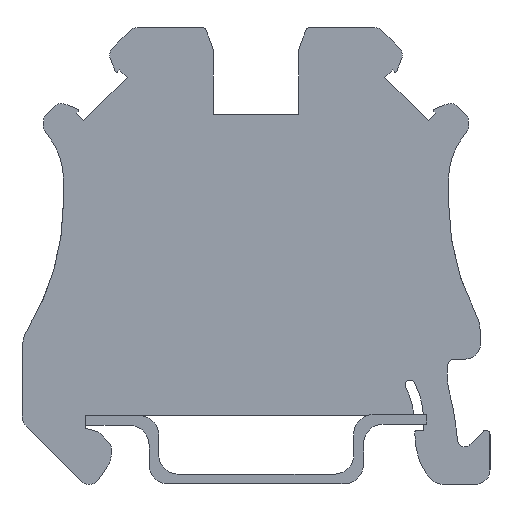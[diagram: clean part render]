
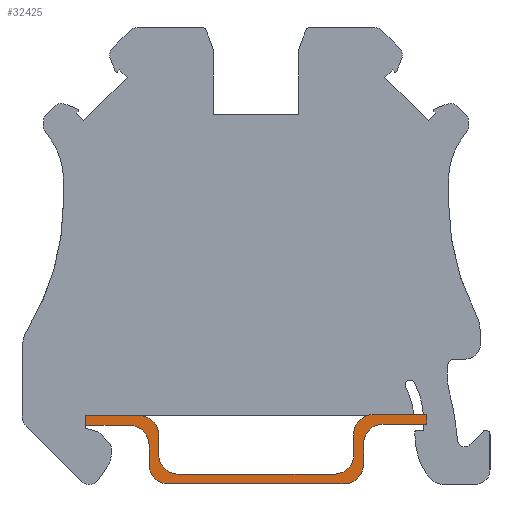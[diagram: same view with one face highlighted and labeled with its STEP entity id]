
A CAD part, left-side view. The second image highlights one B-rep face of the part: STEP entity #32425.
In plain terms, the highlighted planar face has unit normal (-1, 0, 0).
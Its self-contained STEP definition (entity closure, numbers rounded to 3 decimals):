
#970=CIRCLE('',#34277,2.);
#972=CIRCLE('',#34281,2.);
#1002=CIRCLE('',#34313,2.);
#1004=CIRCLE('',#34317,2.);
#1006=CIRCLE('',#34323,2.);
#1008=CIRCLE('',#34327,2.);
#1038=CIRCLE('',#34359,2.);
#1040=CIRCLE('',#34363,2.);
#2811=FACE_OUTER_BOUND('',#4631,.T.);
#4631=EDGE_LOOP('',(#21341,#21342,#21343,#21344,#21345,#21346,#21347,#21348,
#21349,#21350,#21351,#21352,#21353,#21354,#21355,#21356,#21357,#21358,#21359,
#21360));
#6475=LINE('',#47879,#9603);
#6480=LINE('',#47892,#9608);
#6484=LINE('',#47904,#9612);
#6516=LINE('',#48028,#9644);
#6520=LINE('',#48040,#9648);
#6523=LINE('',#48046,#9651);
#6526=LINE('',#48052,#9654);
#6530=LINE('',#48064,#9658);
#6534=LINE('',#48076,#9662);
#6566=LINE('',#48200,#9694);
#6570=LINE('',#48212,#9698);
#6572=LINE('',#48215,#9700);
#9603=VECTOR('',#37770,1.);
#9608=VECTOR('',#37783,1.);
#9612=VECTOR('',#37795,1.);
#9644=VECTOR('',#37891,1.);
#9648=VECTOR('',#37903,1.);
#9651=VECTOR('',#37908,1.);
#9654=VECTOR('',#37913,1.);
#9658=VECTOR('',#37925,1.);
#9662=VECTOR('',#37937,1.);
#9694=VECTOR('',#38033,1.);
#9698=VECTOR('',#38045,1.);
#9700=VECTOR('',#38049,1.);
#12731=VERTEX_POINT('',#47876);
#12732=VERTEX_POINT('',#47878);
#12734=VERTEX_POINT('',#47884);
#12736=VERTEX_POINT('',#47890);
#12738=VERTEX_POINT('',#47896);
#12740=VERTEX_POINT('',#47902);
#12798=VERTEX_POINT('',#48020);
#12800=VERTEX_POINT('',#48026);
#12802=VERTEX_POINT('',#48032);
#12804=VERTEX_POINT('',#48038);
#12806=VERTEX_POINT('',#48044);
#12808=VERTEX_POINT('',#48050);
#12810=VERTEX_POINT('',#48056);
#12812=VERTEX_POINT('',#48062);
#12814=VERTEX_POINT('',#48068);
#12816=VERTEX_POINT('',#48074);
#12874=VERTEX_POINT('',#48192);
#12876=VERTEX_POINT('',#48198);
#12878=VERTEX_POINT('',#48204);
#12880=VERTEX_POINT('',#48210);
#16071=EDGE_CURVE('',#12732,#12731,#6475,.T.);
#16075=EDGE_CURVE('',#12731,#12734,#970,.T.);
#16078=EDGE_CURVE('',#12734,#12736,#6480,.T.);
#16081=EDGE_CURVE('',#12736,#12738,#972,.T.);
#16084=EDGE_CURVE('',#12738,#12740,#6484,.T.);
#16143=EDGE_CURVE('',#12740,#12798,#1002,.T.);
#16146=EDGE_CURVE('',#12798,#12800,#6516,.T.);
#16149=EDGE_CURVE('',#12800,#12802,#1004,.T.);
#16152=EDGE_CURVE('',#12802,#12804,#6520,.T.);
#16155=EDGE_CURVE('',#12804,#12806,#6523,.T.);
#16158=EDGE_CURVE('',#12806,#12808,#6526,.T.);
#16161=EDGE_CURVE('',#12808,#12810,#1006,.T.);
#16164=EDGE_CURVE('',#12810,#12812,#6530,.T.);
#16167=EDGE_CURVE('',#12812,#12814,#1008,.T.);
#16170=EDGE_CURVE('',#12814,#12816,#6534,.T.);
#16229=EDGE_CURVE('',#12816,#12874,#1038,.T.);
#16232=EDGE_CURVE('',#12874,#12876,#6566,.T.);
#16235=EDGE_CURVE('',#12876,#12878,#1040,.T.);
#16238=EDGE_CURVE('',#12878,#12880,#6570,.T.);
#16240=EDGE_CURVE('',#12880,#12732,#6572,.T.);
#21341=ORIENTED_EDGE('',*,*,#16071,.T.);
#21342=ORIENTED_EDGE('',*,*,#16075,.T.);
#21343=ORIENTED_EDGE('',*,*,#16078,.T.);
#21344=ORIENTED_EDGE('',*,*,#16081,.T.);
#21345=ORIENTED_EDGE('',*,*,#16084,.T.);
#21346=ORIENTED_EDGE('',*,*,#16143,.T.);
#21347=ORIENTED_EDGE('',*,*,#16146,.T.);
#21348=ORIENTED_EDGE('',*,*,#16149,.T.);
#21349=ORIENTED_EDGE('',*,*,#16152,.T.);
#21350=ORIENTED_EDGE('',*,*,#16155,.T.);
#21351=ORIENTED_EDGE('',*,*,#16158,.T.);
#21352=ORIENTED_EDGE('',*,*,#16161,.T.);
#21353=ORIENTED_EDGE('',*,*,#16164,.T.);
#21354=ORIENTED_EDGE('',*,*,#16167,.T.);
#21355=ORIENTED_EDGE('',*,*,#16170,.T.);
#21356=ORIENTED_EDGE('',*,*,#16229,.T.);
#21357=ORIENTED_EDGE('',*,*,#16232,.T.);
#21358=ORIENTED_EDGE('',*,*,#16235,.T.);
#21359=ORIENTED_EDGE('',*,*,#16238,.T.);
#21360=ORIENTED_EDGE('',*,*,#16240,.T.);
#31321=PLANE('',#34366);
#32425=ADVANCED_FACE('',(#2811),#31321,.T.);
#34277=AXIS2_PLACEMENT_3D('',#47886,#37777,#37778);
#34281=AXIS2_PLACEMENT_3D('',#47898,#37789,#37790);
#34313=AXIS2_PLACEMENT_3D('',#48022,#37885,#37886);
#34317=AXIS2_PLACEMENT_3D('',#48034,#37897,#37898);
#34323=AXIS2_PLACEMENT_3D('',#48058,#37919,#37920);
#34327=AXIS2_PLACEMENT_3D('',#48070,#37931,#37932);
#34359=AXIS2_PLACEMENT_3D('',#48194,#38027,#38028);
#34363=AXIS2_PLACEMENT_3D('',#48206,#38039,#38040);
#34366=AXIS2_PLACEMENT_3D('',#48216,#38050,#38051);
#37770=DIRECTION('',(0.,1.,0.));
#37777=DIRECTION('center_axis',(-1.,0.,0.));
#37778=DIRECTION('ref_axis',(0.,-1.,0.));
#37783=DIRECTION('',(0.,0.,-1.));
#37789=DIRECTION('center_axis',(1.,0.,0.));
#37790=DIRECTION('ref_axis',(0.,1.,0.));
#37795=DIRECTION('',(0.,1.,0.));
#37885=DIRECTION('center_axis',(1.,0.,0.));
#37886=DIRECTION('ref_axis',(0.,1.,0.));
#37891=DIRECTION('',(0.,0.,1.));
#37897=DIRECTION('center_axis',(-1.,0.,0.));
#37898=DIRECTION('ref_axis',(0.,-1.,0.));
#37903=DIRECTION('',(0.,1.,0.));
#37908=DIRECTION('',(0.,0.,-1.));
#37913=DIRECTION('',(0.,-1.,0.));
#37919=DIRECTION('center_axis',(1.,0.,0.));
#37920=DIRECTION('ref_axis',(0.,-1.,0.));
#37925=DIRECTION('',(0.,0.,-1.));
#37931=DIRECTION('center_axis',(-1.,0.,0.));
#37932=DIRECTION('ref_axis',(0.,1.,0.));
#37937=DIRECTION('',(0.,-1.,0.));
#38027=DIRECTION('center_axis',(-1.,0.,0.));
#38028=DIRECTION('ref_axis',(0.,1.,0.));
#38033=DIRECTION('',(0.,0.,1.));
#38039=DIRECTION('center_axis',(1.,0.,0.));
#38040=DIRECTION('ref_axis',(0.,-1.,0.));
#38045=DIRECTION('',(0.,-1.,0.));
#38049=DIRECTION('',(0.,0.,1.));
#38050=DIRECTION('center_axis',(-1.,0.,0.));
#38051=DIRECTION('ref_axis',(0.,-1.,0.));
#47876=CARTESIAN_POINT('',(-91.143,-112.974,22.521));
#47878=CARTESIAN_POINT('',(-91.143,-118.474,22.521));
#47879=CARTESIAN_POINT('',(-91.143,-112.974,22.521));
#47884=CARTESIAN_POINT('',(-91.143,-110.974,20.521));
#47886=CARTESIAN_POINT('Origin',(-91.143,-112.974,20.521));
#47890=CARTESIAN_POINT('',(-91.143,-110.974,18.402));
#47892=CARTESIAN_POINT('',(-91.143,-110.974,18.402));
#47896=CARTESIAN_POINT('',(-91.143,-108.974,16.402));
#47898=CARTESIAN_POINT('Origin',(-91.143,-108.974,18.402));
#47902=CARTESIAN_POINT('',(-91.143,-92.974,16.402));
#47904=CARTESIAN_POINT('',(-91.143,-92.974,16.402));
#48020=CARTESIAN_POINT('',(-91.143,-90.974,18.402));
#48022=CARTESIAN_POINT('Origin',(-91.143,-92.974,18.402));
#48026=CARTESIAN_POINT('',(-91.143,-90.974,20.402));
#48028=CARTESIAN_POINT('',(-91.143,-90.974,18.402));
#48032=CARTESIAN_POINT('',(-91.143,-88.974,22.402));
#48034=CARTESIAN_POINT('Origin',(-91.143,-88.974,20.402));
#48038=CARTESIAN_POINT('',(-91.143,-83.474,22.402));
#48040=CARTESIAN_POINT('',(-91.143,-88.974,22.402));
#48044=CARTESIAN_POINT('',(-91.143,-83.474,21.402));
#48046=CARTESIAN_POINT('',(-91.143,-83.474,22.402));
#48050=CARTESIAN_POINT('',(-91.143,-87.974,21.402));
#48052=CARTESIAN_POINT('',(-91.143,-87.974,21.402));
#48056=CARTESIAN_POINT('',(-91.143,-89.974,19.402));
#48058=CARTESIAN_POINT('Origin',(-91.143,-87.974,19.402));
#48062=CARTESIAN_POINT('',(-91.143,-89.974,17.402));
#48064=CARTESIAN_POINT('',(-91.143,-89.974,17.402));
#48068=CARTESIAN_POINT('',(-91.143,-91.974,15.402));
#48070=CARTESIAN_POINT('Origin',(-91.143,-91.974,17.402));
#48074=CARTESIAN_POINT('',(-91.143,-109.974,15.402));
#48076=CARTESIAN_POINT('',(-91.143,-91.974,15.402));
#48192=CARTESIAN_POINT('',(-91.143,-111.974,17.402));
#48194=CARTESIAN_POINT('Origin',(-91.143,-109.974,17.402));
#48198=CARTESIAN_POINT('',(-91.143,-111.974,19.521));
#48200=CARTESIAN_POINT('',(-91.143,-111.974,17.402));
#48204=CARTESIAN_POINT('',(-91.143,-113.974,21.521));
#48206=CARTESIAN_POINT('Origin',(-91.143,-113.974,19.521));
#48210=CARTESIAN_POINT('',(-91.143,-118.474,21.521));
#48212=CARTESIAN_POINT('',(-91.143,-113.974,21.521));
#48215=CARTESIAN_POINT('',(-91.143,-118.474,22.521));
#48216=CARTESIAN_POINT('Origin',(-91.143,-113.974,19.521));
